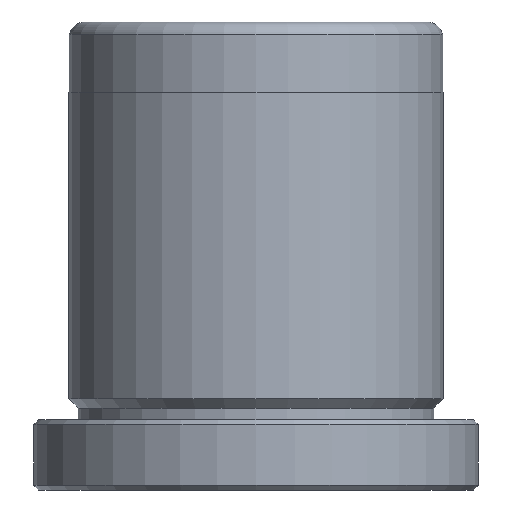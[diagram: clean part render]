
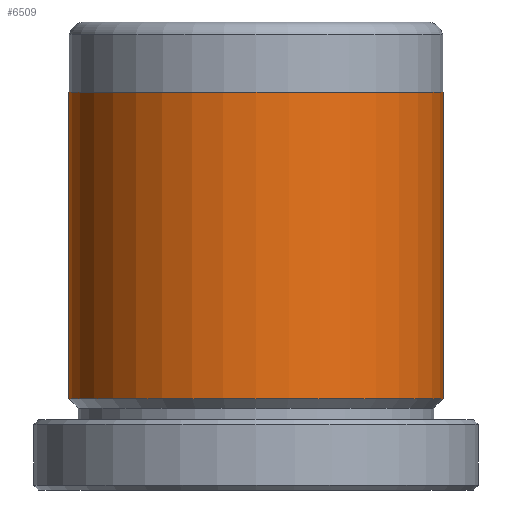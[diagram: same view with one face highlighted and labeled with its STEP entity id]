
A CAD part, front view. The second image highlights one B-rep face of the part: STEP entity #6509.
In plain terms, the highlighted cylindrical face has radius 8 mm (diameter 16 mm), a partial arc.
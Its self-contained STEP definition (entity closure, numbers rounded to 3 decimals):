
#340 = CIRCLE ( 'NONE', #4674, 8. ) ;
#597 = AXIS2_PLACEMENT_3D ( 'NONE', #1686, #982, #702 ) ;
#702 = DIRECTION ( 'NONE',  ( -1., 0., 0. ) ) ;
#727 = VERTEX_POINT ( 'NONE', #6061 ) ;
#777 = EDGE_LOOP ( 'NONE', ( #4362, #4517, #6082, #3842 ) ) ;
#982 = DIRECTION ( 'NONE',  ( 0., 0., -1. ) ) ;
#1284 = DIRECTION ( 'NONE',  ( -1., 0., 0. ) ) ;
#1287 = DIRECTION ( 'NONE',  ( 0., 0., -1. ) ) ;
#1303 = CARTESIAN_POINT ( 'NONE',  ( 0., 0., 3.9 ) ) ;
#1644 = EDGE_CURVE ( 'NONE', #2079, #727, #4004, .T. ) ;
#1686 = CARTESIAN_POINT ( 'NONE',  ( 0., 0., 20. ) ) ;
#1873 = DIRECTION ( 'NONE',  ( 1., 0., 0. ) ) ;
#1881 = AXIS2_PLACEMENT_3D ( 'NONE', #1303, #1287, #1284 ) ;
#1900 = DIRECTION ( 'NONE',  ( 0., 0., 1. ) ) ;
#1929 = CARTESIAN_POINT ( 'NONE',  ( 0., 0., 17. ) ) ;
#2079 = VERTEX_POINT ( 'NONE', #3966 ) ;
#2173 = VECTOR ( 'NONE', #4625, 1000. ) ;
#3391 = LINE ( 'NONE', #4607, #2173 ) ;
#3593 = VECTOR ( 'NONE', #4495, 1000. ) ;
#3627 = LINE ( 'NONE', #4562, #3593 ) ;
#3745 = CYLINDRICAL_SURFACE ( 'NONE', #597, 8. ) ;
#3760 = VERTEX_POINT ( 'NONE', #5790 ) ;
#3839 = FACE_OUTER_BOUND ( 'NONE', #777, .T. ) ;
#3842 = ORIENTED_EDGE ( 'NONE', *, *, #1644, .F. ) ;
#3966 = CARTESIAN_POINT ( 'NONE',  ( 8., 0., 3.9 ) ) ;
#4004 = CIRCLE ( 'NONE', #1881, 8. ) ;
#4362 = ORIENTED_EDGE ( 'NONE', *, *, #4462, .F. ) ;
#4462 = EDGE_CURVE ( 'NONE', #3760, #2079, #3627, .T. ) ;
#4495 = DIRECTION ( 'NONE',  ( 0., 0., -1. ) ) ;
#4517 = ORIENTED_EDGE ( 'NONE', *, *, #6216, .F. ) ;
#4562 = CARTESIAN_POINT ( 'NONE',  ( 8., 0., 20. ) ) ;
#4607 = CARTESIAN_POINT ( 'NONE',  ( -8., 0., 20. ) ) ;
#4625 = DIRECTION ( 'NONE',  ( 0., 0., -1. ) ) ;
#4674 = AXIS2_PLACEMENT_3D ( 'NONE', #1929, #1900, #1873 ) ;
#5317 = VERTEX_POINT ( 'NONE', #5726 ) ;
#5726 = CARTESIAN_POINT ( 'NONE',  ( -8., 0., 17. ) ) ;
#5790 = CARTESIAN_POINT ( 'NONE',  ( 8., 0., 17. ) ) ;
#6061 = CARTESIAN_POINT ( 'NONE',  ( -8., 0., 3.9 ) ) ;
#6082 = ORIENTED_EDGE ( 'NONE', *, *, #6893, .T. ) ;
#6216 = EDGE_CURVE ( 'NONE', #5317, #3760, #340, .T. ) ;
#6509 = ADVANCED_FACE ( 'NONE', ( #3839 ), #3745, .T. ) ;
#6893 = EDGE_CURVE ( 'NONE', #5317, #727, #3391, .T. ) ;
